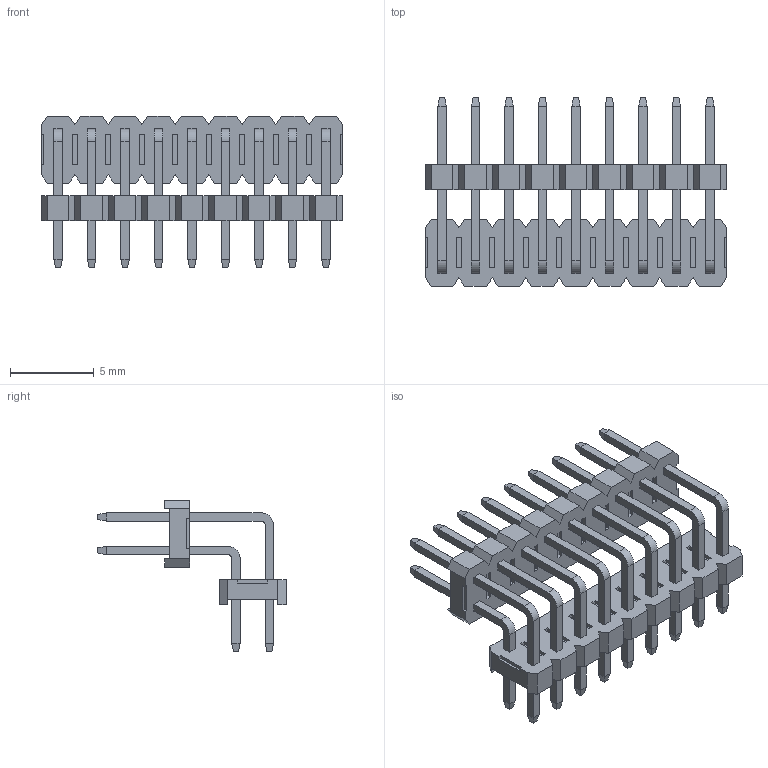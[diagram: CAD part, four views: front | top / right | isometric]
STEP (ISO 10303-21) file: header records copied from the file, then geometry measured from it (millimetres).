
FILE_DESCRIPTION( ('This file contains a STEP AP42 implementation' ,'as created by ZW3D STEP Interface translator.') ,'2;1' );
FILE_NAME( '1215-22XXXXRXXXXXXX(笢潔俔)(毀砃).stp' ,'23 322.154314', (''), ('ZWCAD Software Co.'), 'Version 1.0', 'ZW3D to STEP translator', '' );
FILE_SCHEMA(('AUTOMOTIVE_DESIGN { 1 0 10303 214 1 1 1 1 }'));
Length unit declared in the file: millimetre
Products named in the file (3): 0; 1215-2220XXR141XXXX(笢潔俔)(毀砃); 1215-22XXXXRXXXXX_ASM_1_ASM
Assembly tree (1 placements, depth 2):
  0
  1215-2220XXR141XXXX(笢潔俔)(毀砃)
    1215-22XXXXRXXXXX_ASM_1_ASM
Bounding box: 18 x 11.25 x 9.05 mm (x, y, z)
Volume: 230.4 mm3; surface area: 1099.2 mm2
Topology: 20 solids, 20 shells, 896 faces, 2160 edges, 1320 vertices
Faces by surface type: plane 860, cylinder 36
Entity records: 26183 total; most frequent: CARTESIAN_POINT 4380, ORIENTED_EDGE 4320, DIRECTION 4032, EDGE_CURVE 2160, VECTOR 2088, LINE 2088, VERTEX_POINT 1320, EDGE_LOOP 984
